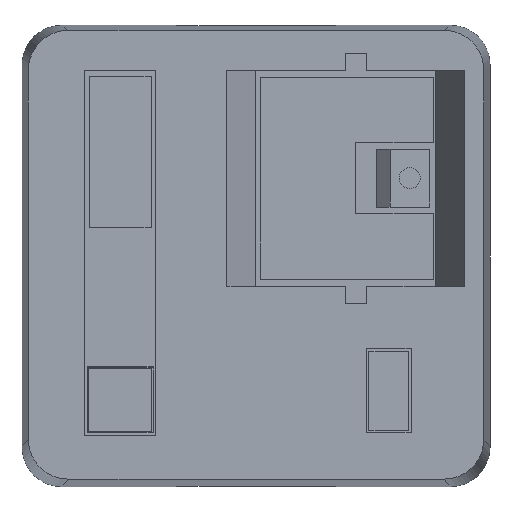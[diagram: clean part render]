
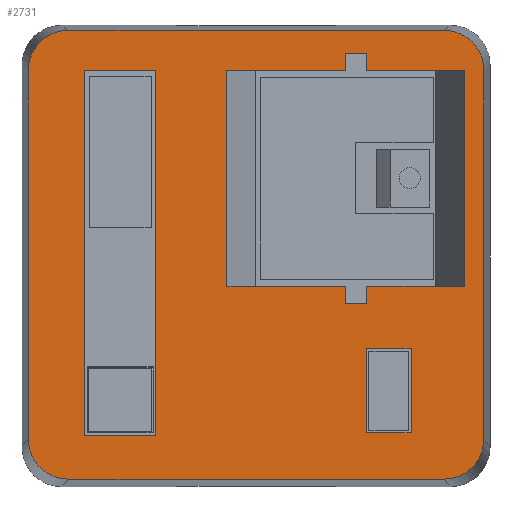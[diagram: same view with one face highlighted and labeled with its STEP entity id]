
A CAD part, top view. The second image highlights one B-rep face of the part: STEP entity #2731.
In plain terms, the highlighted planar face has unit normal (0, 0, 1).
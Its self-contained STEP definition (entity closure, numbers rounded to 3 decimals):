
#78=DIRECTION('',(0.,-1.,0.));
#79=VECTOR('',#78,27.714);
#80=CARTESIAN_POINT('',(4.736,31.5,69.));
#81=LINE('',#80,#79);
#82=DIRECTION('',(1.,0.,0.));
#83=VECTOR('',#82,5.4);
#84=CARTESIAN_POINT('',(4.736,3.786,69.));
#85=LINE('',#84,#83);
#86=DIRECTION('',(0.,1.,0.));
#87=VECTOR('',#86,27.714);
#88=CARTESIAN_POINT('',(10.136,3.786,69.));
#89=LINE('',#88,#87);
#90=DIRECTION('',(-1.,0.,0.));
#91=VECTOR('',#90,5.4);
#92=CARTESIAN_POINT('',(10.136,31.5,69.));
#93=LINE('',#92,#91);
#94=DIRECTION('',(1.,0.,0.));
#95=VECTOR('',#94,3.4);
#96=CARTESIAN_POINT('',(26.114,3.986,69.));
#97=LINE('',#96,#95);
#98=DIRECTION('',(0.,1.,0.));
#99=VECTOR('',#98,6.4);
#100=CARTESIAN_POINT('',(29.514,3.986,69.));
#101=LINE('',#100,#99);
#102=DIRECTION('',(-1.,0.,0.));
#103=VECTOR('',#102,3.4);
#104=CARTESIAN_POINT('',(29.514,10.386,69.));
#105=LINE('',#104,#103);
#106=DIRECTION('',(0.,-1.,0.));
#107=VECTOR('',#106,6.4);
#108=CARTESIAN_POINT('',(26.114,10.386,69.));
#109=LINE('',#108,#107);
#110=DIRECTION('',(-1.,0.,0.));
#111=VECTOR('',#110,7.406);
#112=CARTESIAN_POINT('',(33.556,31.5,69.));
#113=LINE('',#112,#111);
#114=DIRECTION('',(0.,1.,0.));
#115=VECTOR('',#114,1.3);
#116=CARTESIAN_POINT('',(26.15,31.5,69.));
#117=LINE('',#116,#115);
#118=DIRECTION('',(-1.,0.,0.));
#119=VECTOR('',#118,1.6);
#120=CARTESIAN_POINT('',(26.15,32.8,69.));
#121=LINE('',#120,#119);
#122=DIRECTION('',(0.,-1.,0.));
#123=VECTOR('',#122,1.3);
#124=CARTESIAN_POINT('',(24.55,32.8,69.));
#125=LINE('',#124,#123);
#126=DIRECTION('',(-1.,0.,0.));
#127=VECTOR('',#126,9.006);
#128=CARTESIAN_POINT('',(24.55,31.5,69.));
#129=LINE('',#128,#127);
#130=DIRECTION('',(0.,-1.,0.));
#131=VECTOR('',#130,16.4);
#132=CARTESIAN_POINT('',(15.544,31.5,69.));
#133=LINE('',#132,#131);
#134=DIRECTION('',(1.,0.,0.));
#135=VECTOR('',#134,9.006);
#136=CARTESIAN_POINT('',(15.544,15.1,69.));
#137=LINE('',#136,#135);
#138=DIRECTION('',(0.,-1.,0.));
#139=VECTOR('',#138,1.3);
#140=CARTESIAN_POINT('',(24.55,15.1,69.));
#141=LINE('',#140,#139);
#142=DIRECTION('',(1.,0.,0.));
#143=VECTOR('',#142,1.6);
#144=CARTESIAN_POINT('',(24.55,13.8,69.));
#145=LINE('',#144,#143);
#146=DIRECTION('',(0.,1.,0.));
#147=VECTOR('',#146,1.3);
#148=CARTESIAN_POINT('',(26.15,13.8,69.));
#149=LINE('',#148,#147);
#150=DIRECTION('',(1.,0.,0.));
#151=VECTOR('',#150,7.406);
#152=CARTESIAN_POINT('',(26.15,15.1,69.));
#153=LINE('',#152,#151);
#154=DIRECTION('',(0.,1.,0.));
#155=VECTOR('',#154,16.4);
#156=CARTESIAN_POINT('',(33.556,15.1,69.));
#157=LINE('',#156,#155);
#222=CARTESIAN_POINT('',(35.02,31.52,69.));
#223=CARTESIAN_POINT('',(35.02,32.02,69.));
#224=CARTESIAN_POINT('',(34.803,32.803,69.));
#225=CARTESIAN_POINT('',(34.186,33.686,69.));
#226=CARTESIAN_POINT('',(33.303,34.303,69.));
#227=CARTESIAN_POINT('',(32.52,34.52,69.));
#228=CARTESIAN_POINT('',(32.02,34.52,69.));
#230=CARTESIAN_POINT('',(32.02,0.48,69.));
#231=CARTESIAN_POINT('',(32.52,0.48,69.));
#232=CARTESIAN_POINT('',(33.303,0.697,69.));
#233=CARTESIAN_POINT('',(34.186,1.314,69.));
#234=CARTESIAN_POINT('',(34.803,2.197,69.));
#235=CARTESIAN_POINT('',(35.02,2.98,69.));
#236=CARTESIAN_POINT('',(35.02,3.48,69.));
#238=CARTESIAN_POINT('',(0.48,3.48,69.));
#239=CARTESIAN_POINT('',(0.48,2.98,69.));
#240=CARTESIAN_POINT('',(0.697,2.197,69.));
#241=CARTESIAN_POINT('',(1.314,1.314,69.));
#242=CARTESIAN_POINT('',(2.197,0.697,69.));
#243=CARTESIAN_POINT('',(2.98,0.48,69.));
#244=CARTESIAN_POINT('',(3.48,0.48,69.));
#246=CARTESIAN_POINT('',(3.48,34.52,69.));
#247=CARTESIAN_POINT('',(2.98,34.52,69.));
#248=CARTESIAN_POINT('',(2.197,34.303,69.));
#249=CARTESIAN_POINT('',(1.314,33.686,69.));
#250=CARTESIAN_POINT('',(0.697,32.803,69.));
#251=CARTESIAN_POINT('',(0.48,32.02,69.));
#252=CARTESIAN_POINT('',(0.48,31.52,69.));
#254=DIRECTION('',(1.,0.,0.));
#255=VECTOR('',#254,28.54);
#256=CARTESIAN_POINT('',(3.48,34.52,69.));
#257=LINE('',#256,#255);
#766=DIRECTION('',(0.,-1.,0.));
#767=VECTOR('',#766,28.04);
#768=CARTESIAN_POINT('',(35.02,31.52,69.));
#769=LINE('',#768,#767);
#806=DIRECTION('',(1.,0.,0.));
#807=VECTOR('',#806,28.54);
#808=CARTESIAN_POINT('',(3.48,0.48,69.));
#809=LINE('',#808,#807);
#954=DIRECTION('',(0.,-1.,0.));
#955=VECTOR('',#954,28.04);
#956=CARTESIAN_POINT('',(0.48,31.52,69.));
#957=LINE('',#956,#955);
#1962=CARTESIAN_POINT('',(4.736,31.5,69.));
#1963=CARTESIAN_POINT('',(4.736,3.786,69.));
#1964=VERTEX_POINT('',#1962);
#1965=VERTEX_POINT('',#1963);
#1966=CARTESIAN_POINT('',(10.136,3.786,69.));
#1967=VERTEX_POINT('',#1966);
#1968=CARTESIAN_POINT('',(10.136,31.5,69.));
#1969=VERTEX_POINT('',#1968);
#2002=CARTESIAN_POINT('',(26.114,3.986,69.));
#2003=CARTESIAN_POINT('',(29.514,3.986,69.));
#2004=VERTEX_POINT('',#2002);
#2005=VERTEX_POINT('',#2003);
#2006=CARTESIAN_POINT('',(29.514,10.386,69.));
#2007=VERTEX_POINT('',#2006);
#2008=CARTESIAN_POINT('',(26.114,10.386,69.));
#2009=VERTEX_POINT('',#2008);
#2034=CARTESIAN_POINT('',(33.556,31.5,69.));
#2035=CARTESIAN_POINT('',(26.15,31.5,69.));
#2036=VERTEX_POINT('',#2034);
#2037=VERTEX_POINT('',#2035);
#2038=CARTESIAN_POINT('',(15.544,31.5,69.));
#2039=CARTESIAN_POINT('',(15.544,15.1,69.));
#2040=VERTEX_POINT('',#2038);
#2041=VERTEX_POINT('',#2039);
#2042=CARTESIAN_POINT('',(24.55,15.1,69.));
#2043=VERTEX_POINT('',#2042);
#2044=CARTESIAN_POINT('',(33.556,15.1,69.));
#2045=VERTEX_POINT('',#2044);
#2480=CARTESIAN_POINT('',(26.15,32.8,69.));
#2481=VERTEX_POINT('',#2480);
#2482=CARTESIAN_POINT('',(24.55,32.8,69.));
#2483=VERTEX_POINT('',#2482);
#2484=CARTESIAN_POINT('',(24.55,31.5,69.));
#2485=VERTEX_POINT('',#2484);
#2486=CARTESIAN_POINT('',(24.55,13.8,69.));
#2487=VERTEX_POINT('',#2486);
#2488=CARTESIAN_POINT('',(26.15,13.8,69.));
#2489=VERTEX_POINT('',#2488);
#2490=CARTESIAN_POINT('',(26.15,15.1,69.));
#2491=VERTEX_POINT('',#2490);
#2492=VERTEX_POINT('',#222);
#2493=VERTEX_POINT('',#228);
#2499=CARTESIAN_POINT('',(3.48,34.52,69.));
#2500=VERTEX_POINT('',#2499);
#2501=VERTEX_POINT('',#252);
#2504=CARTESIAN_POINT('',(32.02,0.48,69.));
#2505=VERTEX_POINT('',#2504);
#2506=VERTEX_POINT('',#236);
#2507=VERTEX_POINT('',#238);
#2508=VERTEX_POINT('',#244);
#2663=CARTESIAN_POINT('',(0.,35.,69.));
#2664=DIRECTION('',(0.,0.,1.));
#2665=DIRECTION('',(0.,-1.,0.));
#2666=AXIS2_PLACEMENT_3D('',#2663,#2664,#2665);
#2667=PLANE('',#2666);
#2668=ORIENTED_EDGE('',*,*,#2597,.F.);
#2670=ORIENTED_EDGE('',*,*,#2669,.T.);
#2672=ORIENTED_EDGE('',*,*,#2671,.F.);
#2674=ORIENTED_EDGE('',*,*,#2673,.F.);
#2676=ORIENTED_EDGE('',*,*,#2675,.F.);
#2678=ORIENTED_EDGE('',*,*,#2677,.F.);
#2680=ORIENTED_EDGE('',*,*,#2679,.F.);
#2682=ORIENTED_EDGE('',*,*,#2681,.T.);
#2683=EDGE_LOOP('',(#2668,#2670,#2672,#2674,#2676,#2678,#2680,#2682));
#2684=FACE_OUTER_BOUND('',#2683,.F.);
#2686=ORIENTED_EDGE('',*,*,#2685,.T.);
#2688=ORIENTED_EDGE('',*,*,#2687,.T.);
#2690=ORIENTED_EDGE('',*,*,#2689,.T.);
#2692=ORIENTED_EDGE('',*,*,#2691,.T.);
#2693=EDGE_LOOP('',(#2686,#2688,#2690,#2692));
#2694=FACE_BOUND('',#2693,.F.);
#2696=ORIENTED_EDGE('',*,*,#2695,.T.);
#2698=ORIENTED_EDGE('',*,*,#2697,.T.);
#2700=ORIENTED_EDGE('',*,*,#2699,.T.);
#2702=ORIENTED_EDGE('',*,*,#2701,.T.);
#2703=EDGE_LOOP('',(#2696,#2698,#2700,#2702));
#2704=FACE_BOUND('',#2703,.F.);
#2706=ORIENTED_EDGE('',*,*,#2705,.T.);
#2708=ORIENTED_EDGE('',*,*,#2707,.T.);
#2710=ORIENTED_EDGE('',*,*,#2709,.T.);
#2712=ORIENTED_EDGE('',*,*,#2711,.T.);
#2714=ORIENTED_EDGE('',*,*,#2713,.T.);
#2716=ORIENTED_EDGE('',*,*,#2715,.T.);
#2718=ORIENTED_EDGE('',*,*,#2717,.T.);
#2720=ORIENTED_EDGE('',*,*,#2719,.T.);
#2722=ORIENTED_EDGE('',*,*,#2721,.T.);
#2724=ORIENTED_EDGE('',*,*,#2723,.T.);
#2726=ORIENTED_EDGE('',*,*,#2725,.T.);
#2728=ORIENTED_EDGE('',*,*,#2727,.T.);
#2729=EDGE_LOOP('',(#2706,#2708,#2710,#2712,#2714,#2716,#2718,#2720,#2722,#2724,
#2726,#2728));
#2730=FACE_BOUND('',#2729,.F.);
#2731=ADVANCED_FACE('',(#2684,#2694,#2704,#2730),#2667,.T.);
#229=B_SPLINE_CURVE_WITH_KNOTS('',3,(#222,#223,#224,#225,#226,#227,#228),
.UNSPECIFIED.,.F.,.F.,(4,1,1,1,4),(0.,0.25,0.5,0.75,1.),
.UNSPECIFIED.);
#237=B_SPLINE_CURVE_WITH_KNOTS('',3,(#230,#231,#232,#233,#234,#235,#236),
.UNSPECIFIED.,.F.,.F.,(4,1,1,1,4),(0.,0.25,0.5,0.75,1.),
.UNSPECIFIED.);
#245=B_SPLINE_CURVE_WITH_KNOTS('',3,(#238,#239,#240,#241,#242,#243,#244),
.UNSPECIFIED.,.F.,.F.,(4,1,1,1,4),(0.,0.25,0.5,0.75,1.),
.UNSPECIFIED.);
#253=B_SPLINE_CURVE_WITH_KNOTS('',3,(#246,#247,#248,#249,#250,#251,#252),
.UNSPECIFIED.,.F.,.F.,(4,1,1,1,4),(0.,0.25,0.5,0.75,1.),
.UNSPECIFIED.);
#2597=EDGE_CURVE('',#2492,#2493,#229,.T.);
#2669=EDGE_CURVE('',#2492,#2506,#769,.T.);
#2671=EDGE_CURVE('',#2505,#2506,#237,.T.);
#2673=EDGE_CURVE('',#2508,#2505,#809,.T.);
#2675=EDGE_CURVE('',#2507,#2508,#245,.T.);
#2677=EDGE_CURVE('',#2501,#2507,#957,.T.);
#2679=EDGE_CURVE('',#2500,#2501,#253,.T.);
#2681=EDGE_CURVE('',#2500,#2493,#257,.T.);
#2685=EDGE_CURVE('',#1964,#1965,#81,.T.);
#2687=EDGE_CURVE('',#1965,#1967,#85,.T.);
#2689=EDGE_CURVE('',#1967,#1969,#89,.T.);
#2691=EDGE_CURVE('',#1969,#1964,#93,.T.);
#2695=EDGE_CURVE('',#2004,#2005,#97,.T.);
#2697=EDGE_CURVE('',#2005,#2007,#101,.T.);
#2699=EDGE_CURVE('',#2007,#2009,#105,.T.);
#2701=EDGE_CURVE('',#2009,#2004,#109,.T.);
#2705=EDGE_CURVE('',#2036,#2037,#113,.T.);
#2707=EDGE_CURVE('',#2037,#2481,#117,.T.);
#2709=EDGE_CURVE('',#2481,#2483,#121,.T.);
#2711=EDGE_CURVE('',#2483,#2485,#125,.T.);
#2713=EDGE_CURVE('',#2485,#2040,#129,.T.);
#2715=EDGE_CURVE('',#2040,#2041,#133,.T.);
#2717=EDGE_CURVE('',#2041,#2043,#137,.T.);
#2719=EDGE_CURVE('',#2043,#2487,#141,.T.);
#2721=EDGE_CURVE('',#2487,#2489,#145,.T.);
#2723=EDGE_CURVE('',#2489,#2491,#149,.T.);
#2725=EDGE_CURVE('',#2491,#2045,#153,.T.);
#2727=EDGE_CURVE('',#2045,#2036,#157,.T.);
